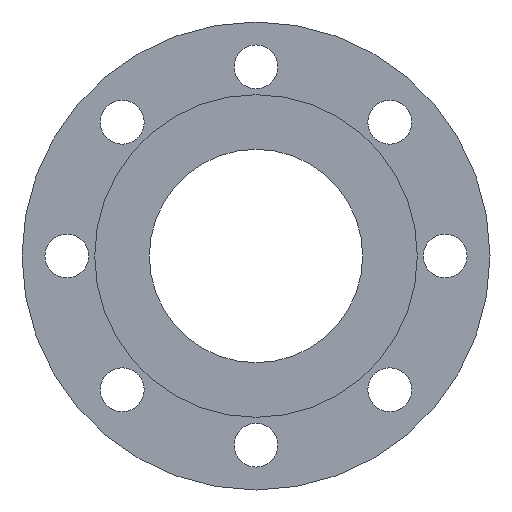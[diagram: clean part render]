
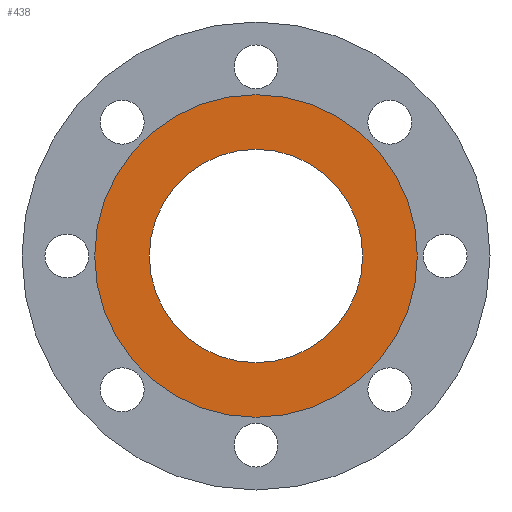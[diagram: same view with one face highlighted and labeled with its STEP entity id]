
A CAD part, front view. The second image highlights one B-rep face of the part: STEP entity #438.
In plain terms, the highlighted planar face has unit normal (0, -1, 0).
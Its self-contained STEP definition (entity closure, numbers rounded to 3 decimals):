
#3 = ORIENTED_EDGE ( 'NONE', *, *, #493, .T. ) ;
#5 = DIRECTION ( 'NONE',  ( 0., 0., 1. ) ) ;
#13 = EDGE_LOOP ( 'NONE', ( #706, #786 ) ) ;
#14 = DIRECTION ( 'NONE',  ( 0., 0., 1. ) ) ;
#26 = DIRECTION ( 'NONE',  ( 0., 1., 0. ) ) ;
#38 = DIRECTION ( 'NONE',  ( 0., 1., 0. ) ) ;
#63 = DIRECTION ( 'NONE',  ( 0., 0., 1. ) ) ;
#94 = EDGE_CURVE ( 'NONE', #1025, #142, #317, .T. ) ;
#140 = AXIS2_PLACEMENT_3D ( 'NONE', #822, #746, #983 ) ;
#142 = VERTEX_POINT ( 'NONE', #166 ) ;
#166 = CARTESIAN_POINT ( 'NONE',  ( 0., 0., 81. ) ) ;
#218 = EDGE_CURVE ( 'NONE', #142, #1025, #429, .T. ) ;
#302 = CIRCLE ( 'NONE', #954, 53.55 ) ;
#317 = CIRCLE ( 'NONE', #936, 81. ) ;
#342 = CARTESIAN_POINT ( 'NONE',  ( 0., 0., 0. ) ) ;
#344 = VERTEX_POINT ( 'NONE', #544 ) ;
#361 = DIRECTION ( 'NONE',  ( 0., 0., 1. ) ) ;
#427 = DIRECTION ( 'NONE',  ( 0., 1., 0. ) ) ;
#429 = CIRCLE ( 'NONE', #982, 81. ) ;
#438 = ADVANCED_FACE ( 'NONE', ( #827, #742 ), #476, .T. ) ;
#476 = PLANE ( 'NONE',  #140 ) ;
#481 = CARTESIAN_POINT ( 'NONE',  ( 0., 0., 0. ) ) ;
#493 = EDGE_CURVE ( 'NONE', #344, #666, #302, .T. ) ;
#544 = CARTESIAN_POINT ( 'NONE',  ( 0., 0., 53.55 ) ) ;
#666 = VERTEX_POINT ( 'NONE', #667 ) ;
#667 = CARTESIAN_POINT ( 'NONE',  ( 0., 0., -53.55 ) ) ;
#703 = CARTESIAN_POINT ( 'NONE',  ( 0., 0., 0. ) ) ;
#706 = ORIENTED_EDGE ( 'NONE', *, *, #218, .F. ) ;
#742 = FACE_OUTER_BOUND ( 'NONE', #13, .T. ) ;
#746 = DIRECTION ( 'NONE',  ( 0., -1., 0. ) ) ;
#755 = CIRCLE ( 'NONE', #1007, 53.55 ) ;
#763 = EDGE_CURVE ( 'NONE', #666, #344, #755, .T. ) ;
#786 = ORIENTED_EDGE ( 'NONE', *, *, #94, .F. ) ;
#822 = CARTESIAN_POINT ( 'NONE',  ( 0., 0., 53.55 ) ) ;
#827 = FACE_BOUND ( 'NONE', #869, .T. ) ;
#869 = EDGE_LOOP ( 'NONE', ( #3, #977 ) ) ;
#902 = CARTESIAN_POINT ( 'NONE',  ( 0., 0., -81. ) ) ;
#930 = DIRECTION ( 'NONE',  ( 0., 1., 0. ) ) ;
#936 = AXIS2_PLACEMENT_3D ( 'NONE', #481, #930, #63 ) ;
#954 = AXIS2_PLACEMENT_3D ( 'NONE', #342, #427, #5 ) ;
#977 = ORIENTED_EDGE ( 'NONE', *, *, #763, .T. ) ;
#982 = AXIS2_PLACEMENT_3D ( 'NONE', #703, #38, #361 ) ;
#983 = DIRECTION ( 'NONE',  ( 0., 0., -1. ) ) ;
#1007 = AXIS2_PLACEMENT_3D ( 'NONE', #1056, #26, #14 ) ;
#1025 = VERTEX_POINT ( 'NONE', #902 ) ;
#1056 = CARTESIAN_POINT ( 'NONE',  ( 0., 0., 0. ) ) ;
